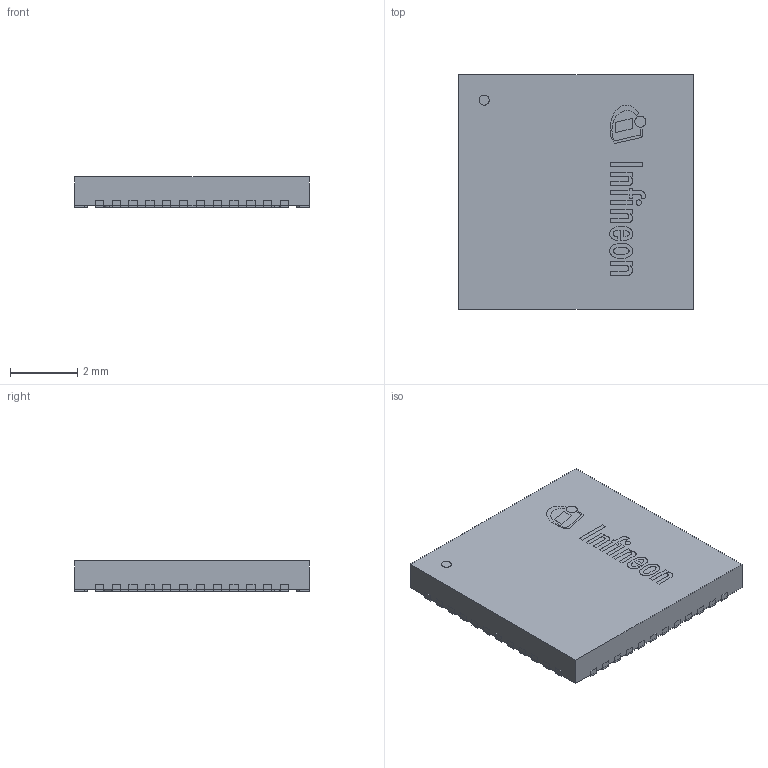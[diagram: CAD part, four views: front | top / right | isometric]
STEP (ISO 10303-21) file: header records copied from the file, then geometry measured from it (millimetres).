
FILE_DESCRIPTION(/* description */ (''),/* implementation_level */ '2;1');
FILE_NAME(/* name */ 'PG-VQFN-48-71_Z8B00171499_V02_3D.stp',/* time_stamp */ '2024-07-31T19:27:25+05:30',/* author */ ('sivamani'),/* organization */ (''),/* preprocessor_version */ 'ST-DEVELOPER v19.2',/* originating_system */ 'AutoCAD Mechanical',/* authorisation */ '');
FILE_SCHEMA (('AUTOMOTIVE_DESIGN { 1 0 10303 214 3 1 1 }'));
Length unit declared in the file: millimetre
Products named in the file (1): Product
Bounding box: 7 x 7 x 0.9 mm (x, y, z)
Surface area: 203.3 mm2
Topology: 63 solids, 63 shells, 430 faces, 909 edges, 606 vertices
Faces by surface type: plane 355, cylinder 57, bspline 18
Full cylindrical faces by diameter (mm): 0.16 x1, 0.3 x2, 0.329 x1
Entity records: 11618 total; most frequent: CARTESIAN_POINT 2316, ORIENTED_EDGE 1818, DIRECTION 1813, EDGE_CURVE 909, LINE 759, VECTOR 759, VERTEX_POINT 606, AXIS2_PLACEMENT_3D 527
